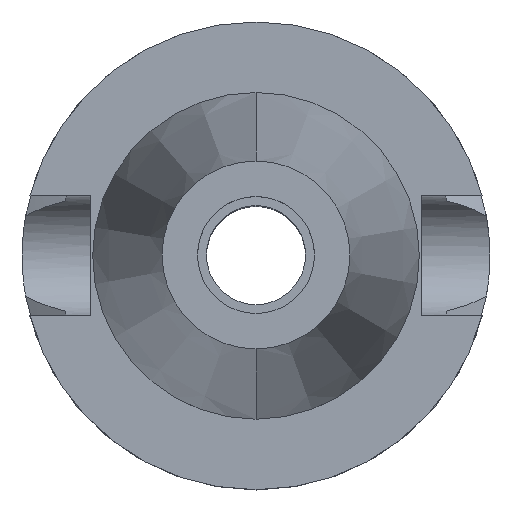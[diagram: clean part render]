
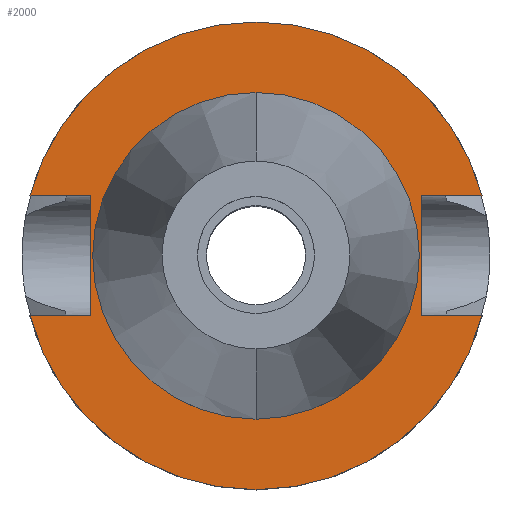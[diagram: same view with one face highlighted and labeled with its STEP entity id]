
A CAD part, top view. The second image highlights one B-rep face of the part: STEP entity #2000.
In plain terms, the highlighted planar face has unit normal (0, 0, 1).
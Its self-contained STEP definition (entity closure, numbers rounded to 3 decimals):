
#748=DIRECTION('',(1.,0.,0.));
#749=VECTOR('',#748,12.921);
#750=CARTESIAN_POINT('',(35.4,12.85,-3.));
#751=LINE('',#750,#749);
#795=DIRECTION('',(0.,1.,0.));
#796=VECTOR('',#795,25.7);
#797=CARTESIAN_POINT('',(-35.4,-12.85,-3.));
#798=LINE('',#797,#796);
#802=DIRECTION('',(-1.,0.,0.));
#803=VECTOR('',#802,12.921);
#804=CARTESIAN_POINT('',(-35.4,12.85,-3.));
#805=LINE('',#804,#803);
#809=CARTESIAN_POINT('',(0.,0.,-3.));
#810=DIRECTION('',(0.,0.,-1.));
#811=DIRECTION('',(-0.966,0.257,0.));
#812=AXIS2_PLACEMENT_3D('',#809,#810,#811);
#817=CARTESIAN_POINT('',(0.,0.,-3.));
#818=DIRECTION('',(0.,0.,-1.));
#819=DIRECTION('',(0.,1.,0.));
#820=AXIS2_PLACEMENT_3D('',#817,#818,#819);
#825=DIRECTION('',(0.,-1.,0.));
#826=VECTOR('',#825,25.7);
#827=CARTESIAN_POINT('',(35.4,12.85,-3.));
#828=LINE('',#827,#826);
#832=DIRECTION('',(1.,0.,0.));
#833=VECTOR('',#832,12.921);
#834=CARTESIAN_POINT('',(35.4,-12.85,-3.));
#835=LINE('',#834,#833);
#839=CARTESIAN_POINT('',(0.,0.,-3.));
#840=DIRECTION('',(0.,0.,-1.));
#841=DIRECTION('',(0.966,-0.257,0.));
#842=AXIS2_PLACEMENT_3D('',#839,#840,#841);
#847=CARTESIAN_POINT('',(0.,0.,-3.));
#848=DIRECTION('',(0.,0.,-1.));
#849=DIRECTION('',(0.,-1.,0.));
#850=AXIS2_PLACEMENT_3D('',#847,#848,#849);
#855=CARTESIAN_POINT('',(0.,0.,-3.));
#856=DIRECTION('',(0.,0.,1.));
#857=DIRECTION('',(0.,-1.,0.));
#858=AXIS2_PLACEMENT_3D('',#855,#856,#857);
#863=CARTESIAN_POINT('',(0.,0.,-3.));
#864=DIRECTION('',(0.,0.,1.));
#865=DIRECTION('',(0.,1.,0.));
#866=AXIS2_PLACEMENT_3D('',#863,#864,#865);
#901=DIRECTION('',(-1.,0.,0.));
#902=VECTOR('',#901,12.921);
#903=CARTESIAN_POINT('',(-35.4,-12.85,-3.));
#904=LINE('',#903,#902);
#1267=CARTESIAN_POINT('',(-35.4,-12.85,-3.));
#1268=VERTEX_POINT('',#1267);
#1269=CARTESIAN_POINT('',(-48.321,-12.85,-3.));
#1270=VERTEX_POINT('',#1269);
#1273=CARTESIAN_POINT('',(-35.4,12.85,-3.));
#1274=VERTEX_POINT('',#1273);
#1275=CARTESIAN_POINT('',(-48.321,12.85,-3.));
#1276=VERTEX_POINT('',#1275);
#1277=CARTESIAN_POINT('',(0.,50.,-3.));
#1278=CARTESIAN_POINT('',(48.321,12.85,-3.));
#1279=VERTEX_POINT('',#1277);
#1280=VERTEX_POINT('',#1278);
#1281=CARTESIAN_POINT('',(35.4,12.85,-3.));
#1282=VERTEX_POINT('',#1281);
#1283=CARTESIAN_POINT('',(35.4,-12.85,-3.));
#1284=VERTEX_POINT('',#1283);
#1285=CARTESIAN_POINT('',(48.321,-12.85,-3.));
#1286=VERTEX_POINT('',#1285);
#1287=CARTESIAN_POINT('',(0.,-50.,-3.));
#1288=VERTEX_POINT('',#1287);
#1289=CARTESIAN_POINT('',(0.,-34.925,-3.));
#1290=CARTESIAN_POINT('',(0.,34.925,-3.));
#1291=VERTEX_POINT('',#1289);
#1292=VERTEX_POINT('',#1290);
#1969=CARTESIAN_POINT('',(0.,0.,-3.));
#1970=DIRECTION('',(0.,0.,-1.));
#1971=DIRECTION('',(0.,-1.,0.));
#1972=AXIS2_PLACEMENT_3D('',#1969,#1970,#1971);
#1973=PLANE('',#1972);
#1975=ORIENTED_EDGE('',*,*,#1974,.T.);
#1977=ORIENTED_EDGE('',*,*,#1976,.T.);
#1979=ORIENTED_EDGE('',*,*,#1978,.T.);
#1981=ORIENTED_EDGE('',*,*,#1980,.T.);
#1982=ORIENTED_EDGE('',*,*,#1945,.F.);
#1983=ORIENTED_EDGE('',*,*,#1959,.T.);
#1985=ORIENTED_EDGE('',*,*,#1984,.T.);
#1987=ORIENTED_EDGE('',*,*,#1986,.T.);
#1989=ORIENTED_EDGE('',*,*,#1988,.T.);
#1991=ORIENTED_EDGE('',*,*,#1990,.F.);
#1992=EDGE_LOOP('',(#1975,#1977,#1979,#1981,#1982,#1983,#1985,#1987,#1989,
#1991));
#1993=FACE_OUTER_BOUND('',#1992,.F.);
#1995=ORIENTED_EDGE('',*,*,#1994,.T.);
#1997=ORIENTED_EDGE('',*,*,#1996,.T.);
#1998=EDGE_LOOP('',(#1995,#1997));
#1999=FACE_BOUND('',#1998,.F.);
#813=CIRCLE('',#812,50.);
#821=CIRCLE('',#820,50.);
#843=CIRCLE('',#842,50.);
#851=CIRCLE('',#850,50.);
#859=CIRCLE('',#858,34.925);
#867=CIRCLE('',#866,34.925);
#1945=EDGE_CURVE('',#1282,#1280,#751,.T.);
#1959=EDGE_CURVE('',#1282,#1284,#828,.T.);
#1974=EDGE_CURVE('',#1268,#1274,#798,.T.);
#1976=EDGE_CURVE('',#1274,#1276,#805,.T.);
#1978=EDGE_CURVE('',#1276,#1279,#813,.T.);
#1980=EDGE_CURVE('',#1279,#1280,#821,.T.);
#1984=EDGE_CURVE('',#1284,#1286,#835,.T.);
#1986=EDGE_CURVE('',#1286,#1288,#843,.T.);
#1988=EDGE_CURVE('',#1288,#1270,#851,.T.);
#1990=EDGE_CURVE('',#1268,#1270,#904,.T.);
#1994=EDGE_CURVE('',#1291,#1292,#859,.T.);
#1996=EDGE_CURVE('',#1292,#1291,#867,.T.);
#2000=ADVANCED_FACE('',(#1993,#1999),#1973,.F.);
